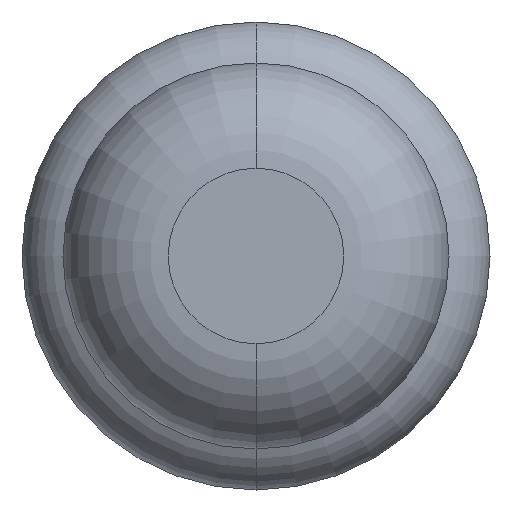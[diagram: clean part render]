
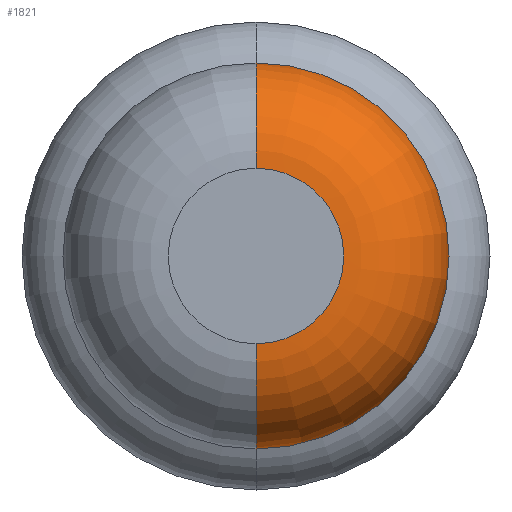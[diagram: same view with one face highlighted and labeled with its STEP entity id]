
A CAD part, front view. The second image highlights one B-rep face of the part: STEP entity #1821.
In plain terms, the highlighted toroidal (fillet/blend) face has major radius 0.375 mm and minor radius 0.45 mm.
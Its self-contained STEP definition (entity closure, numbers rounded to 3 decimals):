
#48 = AXIS2_PLACEMENT_3D ( 'NONE', #318, #1931, #3887 ) ;
#228 = DIRECTION ( 'NONE',  ( 0., 0., 1. ) ) ;
#318 = CARTESIAN_POINT ( 'NONE',  ( 0., -23.55, -0.375 ) ) ;
#792 = DIRECTION ( 'NONE',  ( 0., 1., 0. ) ) ;
#904 = AXIS2_PLACEMENT_3D ( 'NONE', #2972, #4329, #1016 ) ;
#1016 = DIRECTION ( 'NONE',  ( 0., 0., 1. ) ) ;
#1313 = CARTESIAN_POINT ( 'NONE',  ( 0., -23.55, -0.825 ) ) ;
#1356 = CARTESIAN_POINT ( 'NONE',  ( 0., -24., 0.375 ) ) ;
#1479 = VERTEX_POINT ( 'NONE', #1313 ) ;
#1526 = CARTESIAN_POINT ( 'NONE',  ( 0., -24., 0. ) ) ;
#1527 = VERTEX_POINT ( 'NONE', #1356 ) ;
#1803 = EDGE_CURVE ( 'Defeature ausgef�hrt1_2+Defeature ausgef�hrt1_1+Defeature ausgef�hrt1_1+Defeature ausgef�hrt1_1', #1527, #4124, #2413, .T. ) ;
#1821 = ADVANCED_FACE ( 'Defeature ausgef�hrt1_2', ( #4271 ), #2095, .T. ) ;
#1918 = EDGE_LOOP ( 'NONE', ( #2345, #2532, #4256, #2315 ) ) ;
#1931 = DIRECTION ( 'NONE',  ( 1., 0., 0. ) ) ;
#2095 = TOROIDAL_SURFACE ( 'NONE', #4153, 0.375, 0.45 ) ;
#2136 = DIRECTION ( 'NONE',  ( 0., 0., 1. ) ) ;
#2315 = ORIENTED_EDGE ( 'NONE', *, *, #3875, .F. ) ;
#2345 = ORIENTED_EDGE ( 'NONE', *, *, #1803, .T. ) ;
#2413 = CIRCLE ( 'NONE', #3711, 0.375 ) ;
#2491 = CARTESIAN_POINT ( 'NONE',  ( 0., -23.55, 0. ) ) ;
#2532 = ORIENTED_EDGE ( 'NONE', *, *, #3247, .T. ) ;
#2540 = CARTESIAN_POINT ( 'NONE',  ( 0., -23.55, 0. ) ) ;
#2581 = AXIS2_PLACEMENT_3D ( 'NONE', #2540, #2911, #228 ) ;
#2804 = VERTEX_POINT ( 'NONE', #2926 ) ;
#2911 = DIRECTION ( 'NONE',  ( 0., 1., 0. ) ) ;
#2926 = CARTESIAN_POINT ( 'NONE',  ( 0., -23.55, 0.825 ) ) ;
#2972 = CARTESIAN_POINT ( 'NONE',  ( 0., -23.55, 0.375 ) ) ;
#3247 = EDGE_CURVE ( 'NONE', #4124, #1479, #4027, .T. ) ;
#3256 = CARTESIAN_POINT ( 'NONE',  ( 0., -24., -0.375 ) ) ;
#3528 = CIRCLE ( 'NONE', #904, 0.45 ) ;
#3711 = AXIS2_PLACEMENT_3D ( 'NONE', #1526, #3775, #4093 ) ;
#3775 = DIRECTION ( 'NONE',  ( 0., 1., 0. ) ) ;
#3875 = EDGE_CURVE ( 'NONE', #1527, #2804, #3528, .T. ) ;
#3887 = DIRECTION ( 'NONE',  ( 0., 0., -1. ) ) ;
#4027 = CIRCLE ( 'NONE', #48, 0.45 ) ;
#4084 = CIRCLE ( 'NONE', #2581, 0.825 ) ;
#4093 = DIRECTION ( 'NONE',  ( 0., 0., 1. ) ) ;
#4095 = EDGE_CURVE ( 'Defeature ausgef�hrt1_3+Defeature ausgef�hrt1_2+Defeature ausgef�hrt1_2+Defeature ausgef�hrt1_2', #2804, #1479, #4084, .T. ) ;
#4124 = VERTEX_POINT ( 'NONE', #3256 ) ;
#4153 = AXIS2_PLACEMENT_3D ( 'NONE', #2491, #792, #2136 ) ;
#4256 = ORIENTED_EDGE ( 'NONE', *, *, #4095, .F. ) ;
#4271 = FACE_OUTER_BOUND ( 'NONE', #1918, .T. ) ;
#4329 = DIRECTION ( 'NONE',  ( -1., 0., 0. ) ) ;
